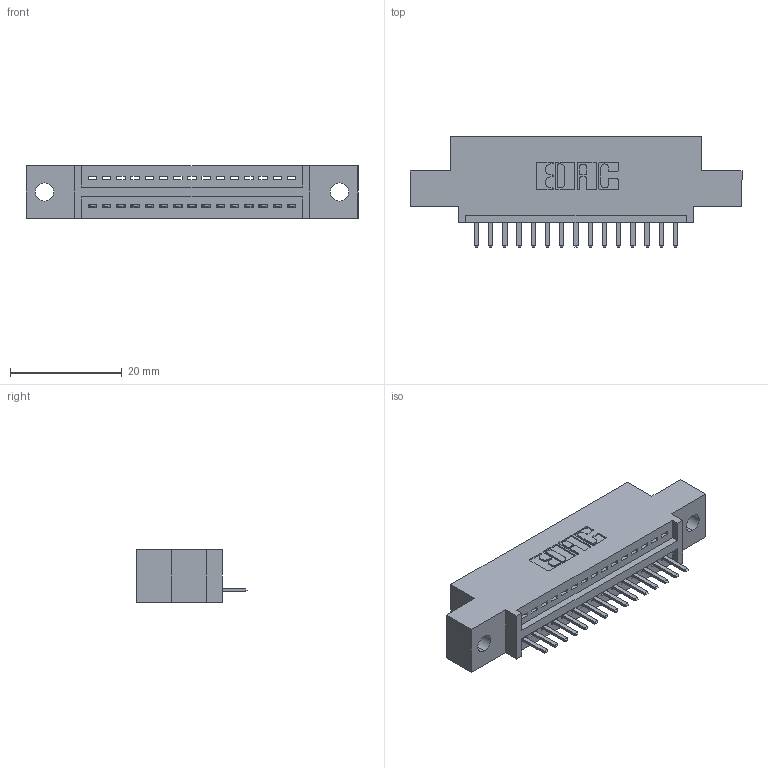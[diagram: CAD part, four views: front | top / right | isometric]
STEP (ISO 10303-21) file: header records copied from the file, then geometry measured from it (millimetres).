
FILE_DESCRIPTION (( 'STEP AP203' ), '1' );
FILE_NAME ('345-015-520-402.STEP', '2018-08-18T19:17:55', ( '' ), ( '' ), 'SwSTEP 2.0', 'SolidWorks 2016', '' );
FILE_SCHEMA (( 'CONFIG_CONTROL_DESIGN' ));
Length unit declared in the file: inch
Products named in the file (3): 345 Part_0.110 Offset - 0.128 Dia; 345-292-001_345-293-120; 345-015-520-402
Assembly tree (16 placements, depth 2):
  345-015-520-402
    345 Part_0.110 Offset - 0.128 Dia
    345-292-001_345-293-120  x15
Bounding box: 59.31 x 19.68 x 9.4 mm (x, y, z)
Volume: 5258.9 mm3; surface area: 6290.8 mm2
Topology: 16 solids, 16 shells, 1060 faces, 3113 edges, 2034 vertices
Faces by surface type: plane 714, cylinder 346
Entity records: 15173 total; most frequent: CARTESIAN_POINT 2649, ORIENTED_EDGE 2586, DIRECTION 2339, EDGE_CURVE 1293, VECTOR 1097, LINE 1097, VERTEX_POINT 858, AXIS2_PLACEMENT_3D 621
